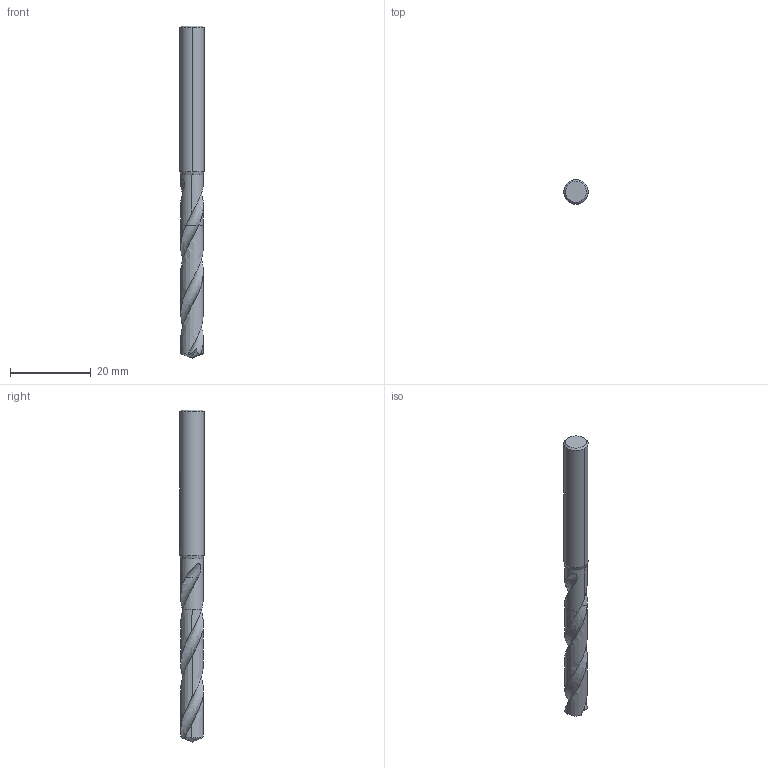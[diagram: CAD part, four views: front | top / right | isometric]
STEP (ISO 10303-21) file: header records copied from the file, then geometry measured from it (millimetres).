
FILE_DESCRIPTION(('no description'),'unknown implementation level');
FILE_NAME('solidHXtcN4tm41HUANjr_LSGHfL3Y60_1.STP',' ',('CIM GmbH Aachen'),('CADClick - KiM GmbH - www.kimweb.de'),'unknown preprocess','ACIS','unknown authorization');
FILE_SCHEMA(('automotive_design'));
Length unit declared in the file: millimetre
Products named in the file (2): 1; 2
Bounding box: 6 x 6 x 82 mm (x, y, z)
Volume: 1873.7 mm3; surface area: 1609.4 mm2
Topology: 2 solids, 2 shells, 54 faces, 145 edges, 91 vertices
Faces by surface type: cone 18, plane 18, cylinder 12, bspline 4, revolution 2
Entity records: 8375 total; most frequent: CARTESIAN_POINT 5515, STYLED_ITEM 288, PRESENTATION_STYLE_ASSIGNMENT 288, COLOUR_RGB 288, ORIENTED_EDGE 282, DIRECTION 217, EDGE_CURVE 141, CURVE_STYLE 141
